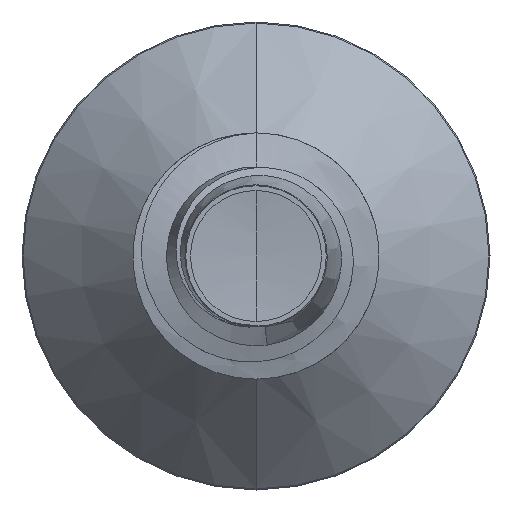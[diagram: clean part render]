
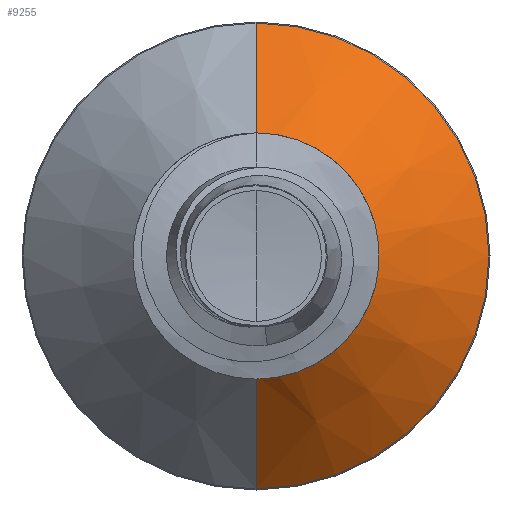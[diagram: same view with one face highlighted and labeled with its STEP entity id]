
A CAD part, front view. The second image highlights one B-rep face of the part: STEP entity #9255.
In plain terms, the highlighted conical face has half-angle 45 degrees and reference radius 0.97 mm.
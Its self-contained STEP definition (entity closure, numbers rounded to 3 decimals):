
#559 = CARTESIAN_POINT ( 'NONE',  ( 0., 5.72, -0.97 ) ) ;
#1495 = AXIS2_PLACEMENT_3D ( 'NONE', #16152, #15978, #15956 ) ;
#1861 = ORIENTED_EDGE ( 'NONE', *, *, #8834, .T. ) ;
#1895 = DIRECTION ( 'NONE',  ( 0., 0.707, 0.707 ) ) ;
#3023 = FACE_OUTER_BOUND ( 'NONE', #7197, .T. ) ;
#3709 = VERTEX_POINT ( 'NONE', #5725 ) ;
#4057 = ORIENTED_EDGE ( 'NONE', *, *, #12228, .F. ) ;
#4162 = DIRECTION ( 'NONE',  ( 0., 0., 1. ) ) ;
#4166 = DIRECTION ( 'NONE',  ( 0., 1., 0. ) ) ;
#4192 = CARTESIAN_POINT ( 'NONE',  ( 0., 6.641, 0. ) ) ;
#4342 = CARTESIAN_POINT ( 'NONE',  ( 0., 5.72, 0.97 ) ) ;
#4365 = CARTESIAN_POINT ( 'NONE',  ( 0., 6.641, -1.891 ) ) ;
#5725 = CARTESIAN_POINT ( 'NONE',  ( 0., 5.72, 0.97 ) ) ;
#6159 = DIRECTION ( 'NONE',  ( 0., 0.707, -0.707 ) ) ;
#6240 = CARTESIAN_POINT ( 'NONE',  ( 0., 5.72, -0.97 ) ) ;
#6400 = VERTEX_POINT ( 'NONE', #9225 ) ;
#6685 = CONICAL_SURFACE ( 'NONE', #14721, 0.97, 0.785 ) ;
#6942 = VECTOR ( 'NONE', #1895, 1000. ) ;
#7197 = EDGE_LOOP ( 'NONE', ( #1861, #10585, #13467, #4057 ) ) ;
#8165 = LINE ( 'NONE', #6240, #8608 ) ;
#8608 = VECTOR ( 'NONE', #6159, 1000. ) ;
#8834 = EDGE_CURVE ( 'NONE', #3709, #13734, #16302, .T. ) ;
#9225 = CARTESIAN_POINT ( 'NONE',  ( 0., 6.641, 1.891 ) ) ;
#9255 = ADVANCED_FACE ( 'NONE', ( #3023 ), #6685, .T. ) ;
#10585 = ORIENTED_EDGE ( 'NONE', *, *, #11131, .T. ) ;
#10836 = DIRECTION ( 'NONE',  ( 0., 1., 0. ) ) ;
#10846 = AXIS2_PLACEMENT_3D ( 'NONE', #4192, #4166, #4162 ) ;
#10996 = DIRECTION ( 'NONE',  ( 0., 0., 1. ) ) ;
#11131 = EDGE_CURVE ( 'NONE', #13734, #11351, #8165, .T. ) ;
#11234 = CARTESIAN_POINT ( 'NONE',  ( 0., 5.72, 0. ) ) ;
#11341 = EDGE_CURVE ( 'NONE', #6400, #11351, #15977, .T. ) ;
#11351 = VERTEX_POINT ( 'NONE', #4365 ) ;
#12228 = EDGE_CURVE ( 'NONE', #3709, #6400, #14093, .T. ) ;
#13467 = ORIENTED_EDGE ( 'NONE', *, *, #11341, .F. ) ;
#13734 = VERTEX_POINT ( 'NONE', #559 ) ;
#14093 = LINE ( 'NONE', #4342, #6942 ) ;
#14721 = AXIS2_PLACEMENT_3D ( 'NONE', #11234, #10836, #10996 ) ;
#15956 = DIRECTION ( 'NONE',  ( 0., 0., 1. ) ) ;
#15977 = CIRCLE ( 'NONE', #10846, 1.891 ) ;
#15978 = DIRECTION ( 'NONE',  ( 0., 1., 0. ) ) ;
#16152 = CARTESIAN_POINT ( 'NONE',  ( 0., 5.72, 0. ) ) ;
#16302 = CIRCLE ( 'NONE', #1495, 0.97 ) ;
